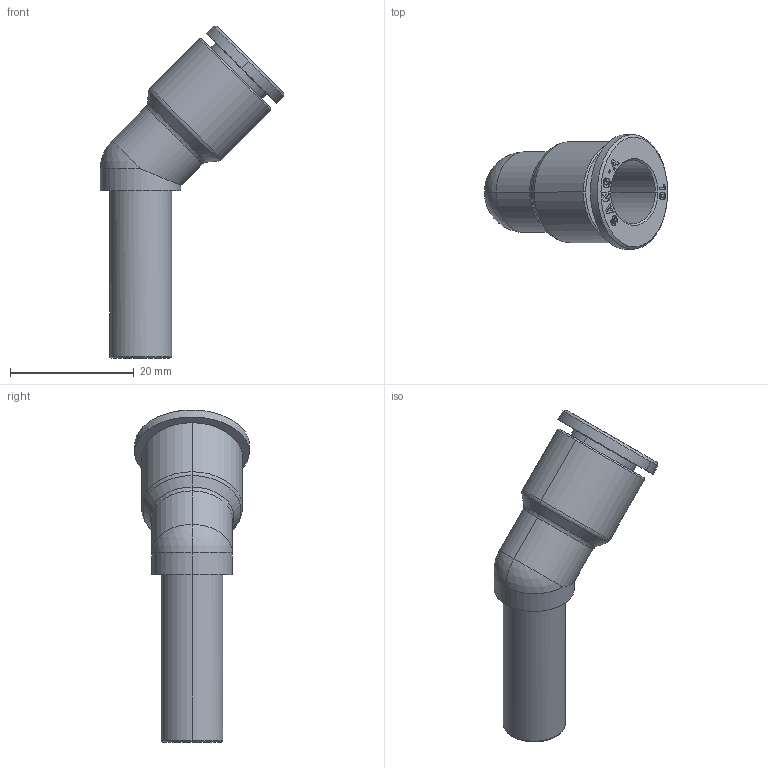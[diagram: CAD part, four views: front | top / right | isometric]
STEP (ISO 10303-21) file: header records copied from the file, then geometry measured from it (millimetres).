
FILE_DESCRIPTION((''),'2;1');
FILE_NAME('GPLJ45_10(3D).stp','2012-12-21T10:29:51',(''),(''),'Mechanical Desktop.R8.0.24.0','Mechanical Desktop.R8.0.24.0',', , ');
FILE_SCHEMA(('CONFIG_CONTROL_DESIGN'));
Length unit declared in the file: millimetre
Products named in the file (2): GPLJ45_10(3D); 睡ヶ1
Assembly tree (1 placements, depth 2):
  GPLJ45_10(3D)
    睡ヶ1
Bounding box: 29.55 x 18.5 x 53.55 mm (x, y, z)
Volume: 5438.9 mm3; surface area: 3379.2 mm2
Topology: 1 solids, 1 shells, 419 faces, 1189 edges, 787 vertices
Faces by surface type: plane 382, cylinder 13, bspline 10, cone 8, torus 4, sphere 2
Entity records: 13966 total; most frequent: CARTESIAN_POINT 2980, ORIENTED_EDGE 2378, DIRECTION 2047, EDGE_CURVE 1189, VECTOR 1123, LINE 1123, VERTEX_POINT 787, AXIS2_PLACEMENT_3D 462
